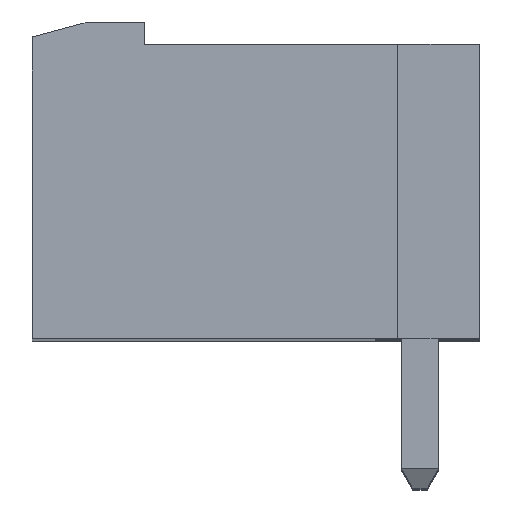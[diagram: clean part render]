
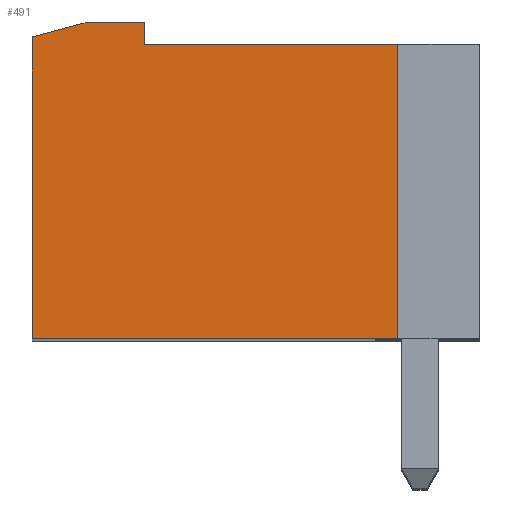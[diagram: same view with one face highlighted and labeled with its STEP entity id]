
A CAD part, top view. The second image highlights one B-rep face of the part: STEP entity #491.
In plain terms, the highlighted planar face has unit normal (0, 0, 1).
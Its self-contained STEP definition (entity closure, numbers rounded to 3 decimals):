
#491 = ADVANCED_FACE( '', ( #1117 ), #1118, .F. );
#1117 = FACE_OUTER_BOUND( '', #1863, .T. );
#1118 = PLANE( '', #1864 );
#1863 = EDGE_LOOP( '', ( #3280, #3281, #3282, #3283, #3284, #3285, #3286 ) );
#1864 = AXIS2_PLACEMENT_3D( '', #3287, #3288, #3289 );
#3280 = ORIENTED_EDGE( '', *, *, #4993, .F. );
#3281 = ORIENTED_EDGE( '', *, *, #4845, .F. );
#3282 = ORIENTED_EDGE( '', *, *, #4867, .F. );
#3283 = ORIENTED_EDGE( '', *, *, #4507, .F. );
#3284 = ORIENTED_EDGE( '', *, *, #4994, .F. );
#3285 = ORIENTED_EDGE( '', *, *, #4995, .F. );
#3286 = ORIENTED_EDGE( '', *, *, #4715, .F. );
#3287 = CARTESIAN_POINT( '', ( 440.358, 338.977, 112.86 ) );
#3288 = DIRECTION( '', ( 0., 0., -1. ) );
#3289 = DIRECTION( '', ( 1., 0., 0. ) );
#4507 = EDGE_CURVE( '', #5425, #5427, #5428, .T. );
#4715 = EDGE_CURVE( '', #5778, #5779, #5780, .T. );
#4845 = EDGE_CURVE( '', #5987, #5989, #5990, .T. );
#4867 = EDGE_CURVE( '', #5427, #5987, #6020, .T. );
#4993 = EDGE_CURVE( '', #5989, #5778, #6198, .T. );
#4994 = EDGE_CURVE( '', #6199, #5425, #6200, .T. );
#4995 = EDGE_CURVE( '', #5779, #6199, #6201, .T. );
#5425 = VERTEX_POINT( '', #6742 );
#5427 = VERTEX_POINT( '', #6745 );
#5428 = LINE( '', #6746, #6747 );
#5778 = VERTEX_POINT( '', #7261 );
#5779 = VERTEX_POINT( '', #7262 );
#5780 = LINE( '', #7263, #7264 );
#5987 = VERTEX_POINT( '', #7576 );
#5989 = VERTEX_POINT( '', #7579 );
#5990 = LINE( '', #7580, #7581 );
#6020 = LINE( '', #7623, #7624 );
#6198 = LINE( '', #7888, #7889 );
#6199 = VERTEX_POINT( '', #7890 );
#6200 = LINE( '', #7891, #7892 );
#6201 = LINE( '', #7893, #7894 );
#6742 = CARTESIAN_POINT( '', ( 437.358, 338.477, 112.86 ) );
#6745 = CARTESIAN_POINT( '', ( 438.851, 338.877, 112.86 ) );
#6746 = CARTESIAN_POINT( '', ( 438.851, 338.877, 112.86 ) );
#6747 = VECTOR( '', #8449, 1000. );
#7261 = CARTESIAN_POINT( '', ( 447.158, 338.277, 112.86 ) );
#7262 = CARTESIAN_POINT( '', ( 447.158, 330.377, 112.86 ) );
#7263 = CARTESIAN_POINT( '', ( 447.158, 330.377, 112.86 ) );
#7264 = VECTOR( '', #8641, 1000. );
#7576 = CARTESIAN_POINT( '', ( 440.358, 338.877, 112.86 ) );
#7579 = CARTESIAN_POINT( '', ( 440.358, 338.277, 112.86 ) );
#7580 = CARTESIAN_POINT( '', ( 440.358, 338.477, 112.86 ) );
#7581 = VECTOR( '', #8751, 1000. );
#7623 = CARTESIAN_POINT( '', ( 440.358, 338.877, 112.86 ) );
#7624 = VECTOR( '', #8770, 1000. );
#7888 = CARTESIAN_POINT( '', ( 447.158, 338.277, 112.86 ) );
#7889 = VECTOR( '', #8887, 1000. );
#7890 = CARTESIAN_POINT( '', ( 437.358, 330.377, 112.86 ) );
#7891 = CARTESIAN_POINT( '', ( 437.358, 338.577, 112.86 ) );
#7892 = VECTOR( '', #8888, 1000. );
#7893 = CARTESIAN_POINT( '', ( 437.358, 330.377, 112.86 ) );
#7894 = VECTOR( '', #8889, 1000. );
#8449 = DIRECTION( '', ( 0.966, 0.259, 0. ) );
#8641 = DIRECTION( '', ( 0., -1., 0. ) );
#8751 = DIRECTION( '', ( 0., -1., 0. ) );
#8770 = DIRECTION( '', ( 1., 0., 0. ) );
#8887 = DIRECTION( '', ( 1., 0., 0. ) );
#8888 = DIRECTION( '', ( 0., 1., 0. ) );
#8889 = DIRECTION( '', ( -1., 0., 0. ) );
